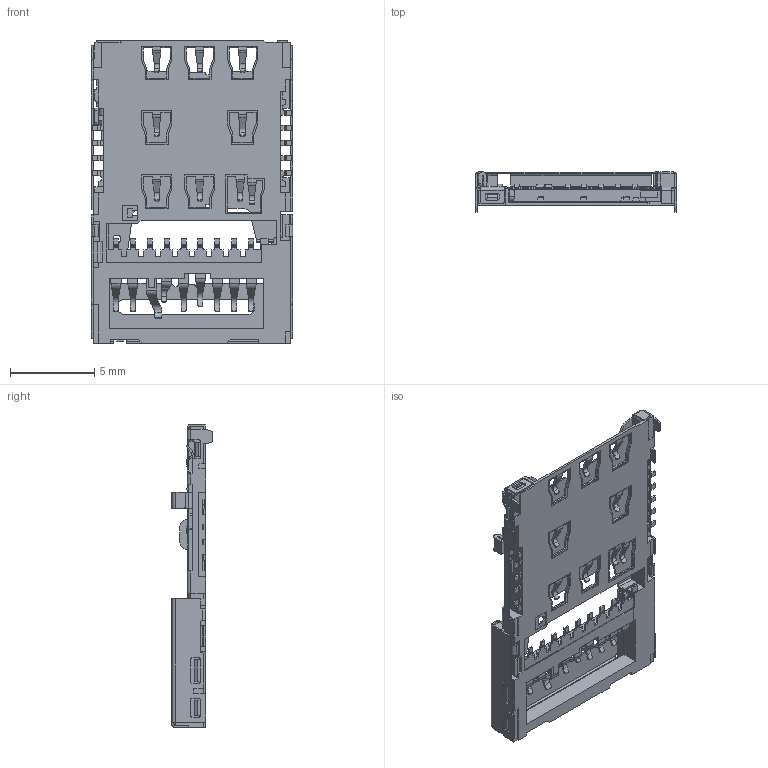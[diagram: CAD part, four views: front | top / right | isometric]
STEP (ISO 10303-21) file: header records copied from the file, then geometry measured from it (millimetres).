
FILE_DESCRIPTION (( 'STEP AP214' ), '1' );
FILE_NAME ('KP15B-6S-SF(800).STEP', '2020-12-31T10:15:28', ( '' ), ( '' ), 'SwSTEP 2.0', 'SolidWorks 2017', '' );
FILE_SCHEMA (( 'AUTOMOTIVE_DESIGN' ));
Length unit declared in the file: millimetre
Products named in the file (1): KP15B-6S-SF(800)
Bounding box: 11.9 x 2.4 x 17.9 mm (x, y, z)
Volume: 90.8 mm3; surface area: 927.4 mm2
Topology: 25 solids, 25 shells, 1656 faces, 4487 edges, 2882 vertices
Faces by surface type: plane 1229, cylinder 427
Entity records: 51691 total; most frequent: CARTESIAN_POINT 9392, ORIENTED_EDGE 8974, DIRECTION 8455, EDGE_CURVE 4487, VECTOR 3589, LINE 3589, VERTEX_POINT 2882, AXIS2_PLACEMENT_3D 2433
